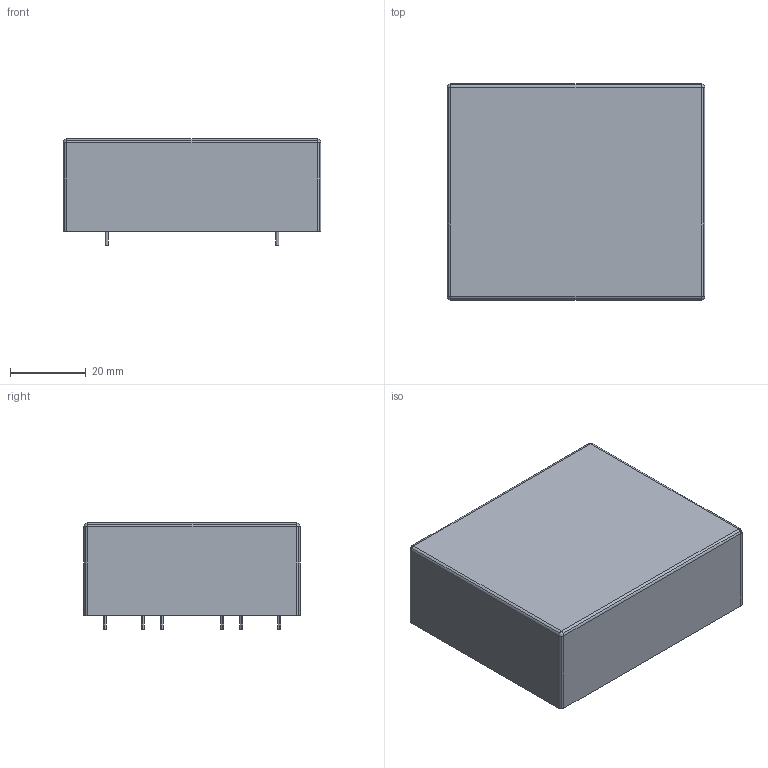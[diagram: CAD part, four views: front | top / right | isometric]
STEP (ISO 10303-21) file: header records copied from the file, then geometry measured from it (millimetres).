
FILE_DESCRIPTION((''),'2;1');
FILE_NAME('XFMR_BLOCK_FL14-18.stp','2009-12-18T10:13:10',(''),(''),'Mechanical Desktop 2006','Mechanical Desktop 2006',', , ');
FILE_SCHEMA(('AUTOMOTIVE_DESIGN { 1 2 10303 214 0 1 1 1 }'));
Length unit declared in the file: millimetre
Products named in the file (1): Product
Bounding box: 68 x 57 x 28 mm (x, y, z)
Volume: 88863.9 mm3; surface area: 22030.4 mm2
Topology: 10 solids, 10 shells, 105 faces, 232 edges, 148 vertices
Faces by surface type: plane 69, cylinder 32, sphere 4
Entity records: 2900 total; most frequent: DIRECTION 504, CARTESIAN_POINT 482, ORIENTED_EDGE 456, EDGE_CURVE 228, AXIS2_PLACEMENT_3D 170, VECTOR 164, LINE 164, VERTEX_POINT 148
